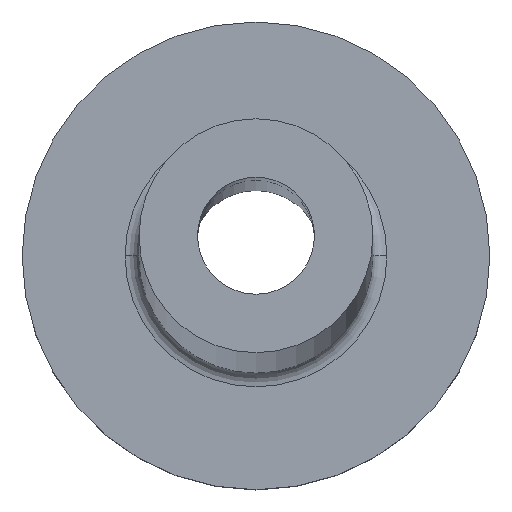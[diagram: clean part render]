
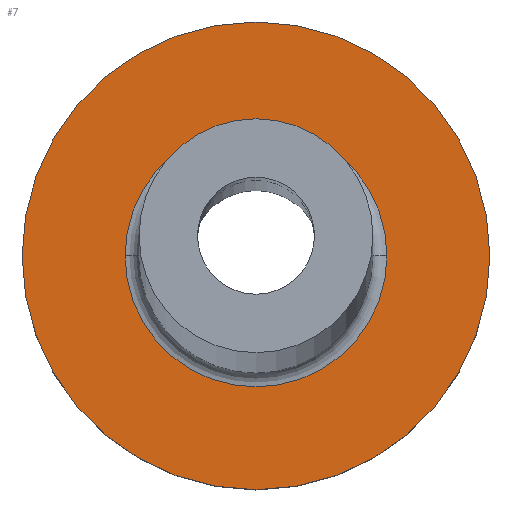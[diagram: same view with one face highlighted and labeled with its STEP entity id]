
A CAD part, top view. The second image highlights one B-rep face of the part: STEP entity #7.
In plain terms, the highlighted planar face has unit normal (0, 0, 1).
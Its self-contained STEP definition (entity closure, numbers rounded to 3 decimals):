
#7 = ADVANCED_FACE ( 'NONE', ( #68, #458 ), #314, .T. ) ;
#19 = EDGE_LOOP ( 'NONE', ( #379, #238 ) ) ;
#22 = VERTEX_POINT ( 'NONE', #355 ) ;
#34 = CARTESIAN_POINT ( 'NONE',  ( 0., 0., 3. ) ) ;
#49 = EDGE_CURVE ( 'NONE', #413, #22, #92, .T. ) ;
#57 = DIRECTION ( 'NONE',  ( 1., 0., 0. ) ) ;
#68 = FACE_BOUND ( 'NONE', #98, .T. ) ;
#74 = CARTESIAN_POINT ( 'NONE',  ( 0., 0., 3. ) ) ;
#79 = CARTESIAN_POINT ( 'NONE',  ( 0., 0., 3. ) ) ;
#92 = CIRCLE ( 'NONE', #403, 2.8 ) ;
#98 = EDGE_LOOP ( 'NONE', ( #161, #415 ) ) ;
#103 = CARTESIAN_POINT ( 'NONE',  ( 0., 0., 3. ) ) ;
#135 = VERTEX_POINT ( 'NONE', #292 ) ;
#143 = CARTESIAN_POINT ( 'NONE',  ( 2.8, 0., 3. ) ) ;
#158 = CARTESIAN_POINT ( 'NONE',  ( 0., 0., 3. ) ) ;
#160 = CARTESIAN_POINT ( 'NONE',  ( -5., 0., 3. ) ) ;
#161 = ORIENTED_EDGE ( 'NONE', *, *, #49, .T. ) ;
#171 = DIRECTION ( 'NONE',  ( 1., 0., 0. ) ) ;
#212 = DIRECTION ( 'NONE',  ( 0., 0., -1. ) ) ;
#216 = DIRECTION ( 'NONE',  ( 0., 0., 1. ) ) ;
#221 = AXIS2_PLACEMENT_3D ( 'NONE', #74, #216, #326 ) ;
#230 = EDGE_CURVE ( 'NONE', #235, #135, #320, .T. ) ;
#235 = VERTEX_POINT ( 'NONE', #160 ) ;
#238 = ORIENTED_EDGE ( 'NONE', *, *, #434, .T. ) ;
#239 = AXIS2_PLACEMENT_3D ( 'NONE', #79, #212, #362 ) ;
#244 = DIRECTION ( 'NONE',  ( 1., 0., 0. ) ) ;
#246 = CIRCLE ( 'NONE', #221, 5. ) ;
#283 = AXIS2_PLACEMENT_3D ( 'NONE', #34, #352, #171 ) ;
#292 = CARTESIAN_POINT ( 'NONE',  ( 5., 0., 3. ) ) ;
#314 = PLANE ( 'NONE',  #283 ) ;
#320 = CIRCLE ( 'NONE', #349, 5. ) ;
#326 = DIRECTION ( 'NONE',  ( 1., 0., 0. ) ) ;
#349 = AXIS2_PLACEMENT_3D ( 'NONE', #158, #440, #57 ) ;
#352 = DIRECTION ( 'NONE',  ( 0., 0., 1. ) ) ;
#355 = CARTESIAN_POINT ( 'NONE',  ( -2.8, 0., 3. ) ) ;
#362 = DIRECTION ( 'NONE',  ( 1., 0., 0. ) ) ;
#379 = ORIENTED_EDGE ( 'NONE', *, *, #230, .T. ) ;
#381 = EDGE_CURVE ( 'NONE', #22, #413, #401, .T. ) ;
#401 = CIRCLE ( 'NONE', #239, 2.8 ) ;
#403 = AXIS2_PLACEMENT_3D ( 'NONE', #103, #461, #244 ) ;
#413 = VERTEX_POINT ( 'NONE', #143 ) ;
#415 = ORIENTED_EDGE ( 'NONE', *, *, #381, .T. ) ;
#434 = EDGE_CURVE ( 'NONE', #135, #235, #246, .T. ) ;
#440 = DIRECTION ( 'NONE',  ( 0., 0., 1. ) ) ;
#458 = FACE_OUTER_BOUND ( 'NONE', #19, .T. ) ;
#461 = DIRECTION ( 'NONE',  ( 0., 0., -1. ) ) ;
